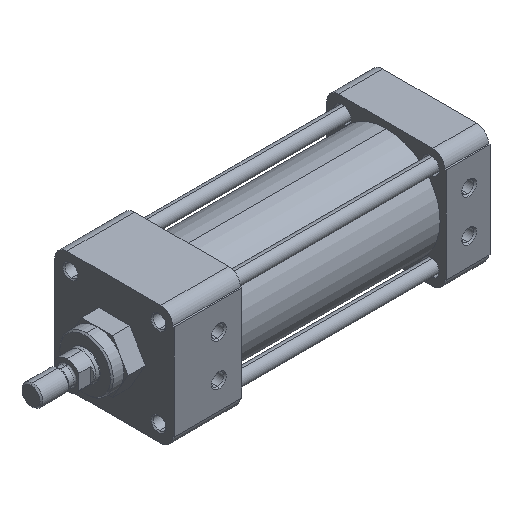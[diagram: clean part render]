
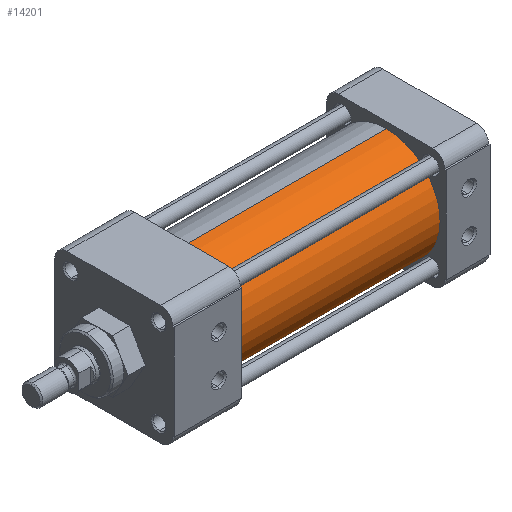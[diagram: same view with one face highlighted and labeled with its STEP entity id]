
A CAD part, isometric view. The second image highlights one B-rep face of the part: STEP entity #14201.
In plain terms, the highlighted cylindrical face has radius 28.575 mm (diameter 57.15 mm), a partial arc.
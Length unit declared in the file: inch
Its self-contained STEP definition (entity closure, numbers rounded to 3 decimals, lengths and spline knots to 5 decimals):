
#11 = EDGE_CURVE ( 'NONE', #10567, #4244, #2527, .T. ) ;
#19 = ORIENTED_EDGE ( 'NONE', *, *, #11, .T. ) ;
#179 = DIRECTION ( 'NONE',  ( 0., 0., -1. ) ) ;
#534 = ORIENTED_EDGE ( 'NONE', *, *, #3838, .T. ) ;
#1131 = VECTOR ( 'NONE', #12711, 39.37008 ) ;
#1385 = CIRCLE ( 'NONE', #3586, 1.125 ) ;
#2527 = LINE ( 'NONE', #12768, #1131 ) ;
#2564 = VERTEX_POINT ( 'NONE', #13207 ) ;
#2927 = LINE ( 'NONE', #11170, #8867 ) ;
#3137 = VERTEX_POINT ( 'NONE', #5932 ) ;
#3266 = CARTESIAN_POINT ( 'NONE',  ( 1.42, 0., 0. ) ) ;
#3441 = DIRECTION ( 'NONE',  ( -1., 0., 0. ) ) ;
#3586 = AXIS2_PLACEMENT_3D ( 'NONE', #3266, #11074, #4392 ) ;
#3838 = EDGE_CURVE ( 'NONE', #4244, #3137, #14030, .T. ) ;
#3914 = AXIS2_PLACEMENT_3D ( 'NONE', #10103, #3441, #11245 ) ;
#4177 = CARTESIAN_POINT ( 'NONE',  ( 1.42, 0., -1.125 ) ) ;
#4244 = VERTEX_POINT ( 'NONE', #5262 ) ;
#4392 = DIRECTION ( 'NONE',  ( 0., 0., -1. ) ) ;
#4469 = DIRECTION ( 'NONE',  ( 1., 0., 0. ) ) ;
#4770 = EDGE_CURVE ( 'NONE', #2564, #10567, #1385, .T. ) ;
#4991 = ORIENTED_EDGE ( 'NONE', *, *, #13637, .F. ) ;
#5262 = CARTESIAN_POINT ( 'NONE',  ( 5.701, 0., -1.125 ) ) ;
#5932 = CARTESIAN_POINT ( 'NONE',  ( 5.701, 0., 1.125 ) ) ;
#5979 = AXIS2_PLACEMENT_3D ( 'NONE', #7920, #10110, #179 ) ;
#7920 = CARTESIAN_POINT ( 'NONE',  ( 5.701, 0., 0. ) ) ;
#8867 = VECTOR ( 'NONE', #4469, 39.37008 ) ;
#9322 = EDGE_LOOP ( 'NONE', ( #4991, #11280, #19, #534 ) ) ;
#9871 = FACE_OUTER_BOUND ( 'NONE', #9322, .T. ) ;
#10103 = CARTESIAN_POINT ( 'NONE',  ( 5.701, 0., 0. ) ) ;
#10110 = DIRECTION ( 'NONE',  ( 1., 0., 0. ) ) ;
#10567 = VERTEX_POINT ( 'NONE', #4177 ) ;
#11074 = DIRECTION ( 'NONE',  ( 1., 0., 0. ) ) ;
#11170 = CARTESIAN_POINT ( 'NONE',  ( 5.701, 0., 1.125 ) ) ;
#11245 = DIRECTION ( 'NONE',  ( 0., 0., -1. ) ) ;
#11280 = ORIENTED_EDGE ( 'NONE', *, *, #4770, .T. ) ;
#12711 = DIRECTION ( 'NONE',  ( 1., 0., 0. ) ) ;
#12768 = CARTESIAN_POINT ( 'NONE',  ( 5.701, 0., -1.125 ) ) ;
#13207 = CARTESIAN_POINT ( 'NONE',  ( 1.42, 0., 1.125 ) ) ;
#13637 = EDGE_CURVE ( 'NONE', #2564, #3137, #2927, .T. ) ;
#14030 = CIRCLE ( 'NONE', #3914, 1.125 ) ;
#14053 = CYLINDRICAL_SURFACE ( 'NONE', #5979, 1.125 ) ;
#14201 = ADVANCED_FACE ( 'NONE', ( #9871 ), #14053, .T. ) ;
